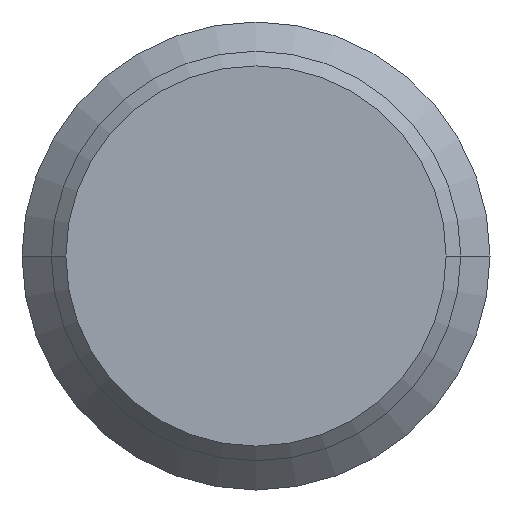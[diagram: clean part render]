
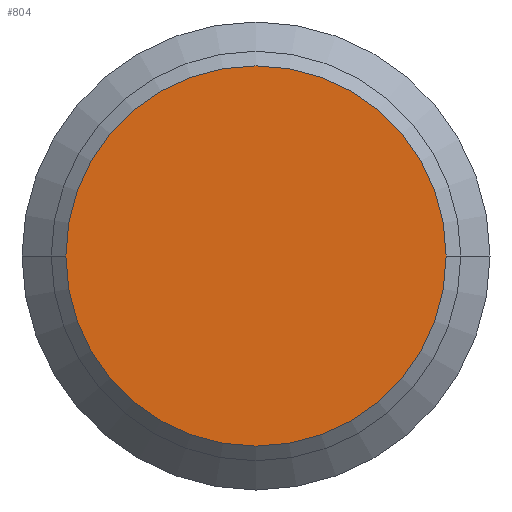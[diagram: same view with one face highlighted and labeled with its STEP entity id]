
A CAD part, front view. The second image highlights one B-rep face of the part: STEP entity #804.
In plain terms, the highlighted planar face has unit normal (0, -1, 0).
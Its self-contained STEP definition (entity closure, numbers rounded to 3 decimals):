
#333=CARTESIAN_POINT('',(0.,-45.,0.));
#334=DIRECTION('',(0.,-1.,0.));
#335=DIRECTION('',(1.,0.,0.));
#336=AXIS2_PLACEMENT_3D('',#333,#334,#335);
#341=CARTESIAN_POINT('',(0.,-45.,0.));
#342=DIRECTION('',(0.,-1.,0.));
#343=DIRECTION('',(-1.,0.,0.));
#344=AXIS2_PLACEMENT_3D('',#341,#342,#343);
#491=CARTESIAN_POINT('',(-3.25,-45.,0.));
#492=VERTEX_POINT('',#491);
#493=CARTESIAN_POINT('',(3.25,-45.,0.));
#494=VERTEX_POINT('',#493);
#795=CARTESIAN_POINT('',(-1.625,-45.,0.));
#796=DIRECTION('',(0.,-1.,0.));
#797=DIRECTION('',(1.,0.,0.));
#798=AXIS2_PLACEMENT_3D('',#795,#796,#797);
#799=PLANE('',#798);
#800=ORIENTED_EDGE('',*,*,#790,.F.);
#801=ORIENTED_EDGE('',*,*,#774,.F.);
#802=EDGE_LOOP('',(#800,#801));
#803=FACE_OUTER_BOUND('',#802,.F.);
#804=ADVANCED_FACE('',(#803),#799,.T.);
#337=CIRCLE('',#336,3.25);
#345=CIRCLE('',#344,3.25);
#774=EDGE_CURVE('',#492,#494,#345,.T.);
#790=EDGE_CURVE('',#494,#492,#337,.T.);
